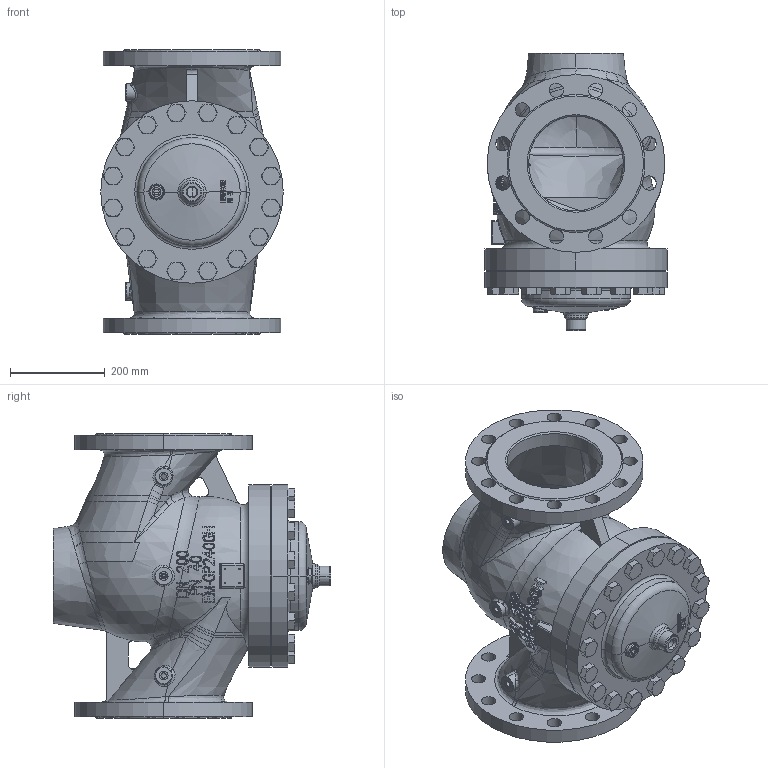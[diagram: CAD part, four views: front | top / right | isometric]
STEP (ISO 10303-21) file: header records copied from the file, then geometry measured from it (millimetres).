
FILE_DESCRIPTION((''),'2;1');
FILE_NAME('065B2422','2015-03-16T',('u317927'),('Danfoss'),'PRO/ENGINEER BY PARAMETRIC TECHNOLOGY CORPORATION, 2014000','PRO/ENGINEER BY PARAMETRIC TECHNOLOGY CORPORATION, 2014000','');
FILE_SCHEMA(('CONFIG_CONTROL_DESIGN'));
Products named in the file (1): 065B2422
Bounding box: 385 x 585.6 x 600 mm (x, y, z)
Volume: 25997347.2 mm3; surface area: 2415492.2 mm2
Topology: 1 solids, 1 shells, 1859 faces, 4980 edges, 3192 vertices
Faces by surface type: plane 1041, cylinder 276, bspline 223, cone 190, torus 85, sphere 44
Entity records: 70060 total; most frequent: CARTESIAN_POINT 25465, ORIENTED_EDGE 9948, DIRECTION 8753, EDGE_CURVE 4974, AXIS2_PLACEMENT_3D 3679, VERTEX_POINT 3192, CIRCLE 2043, EDGE_LOOP 2032
